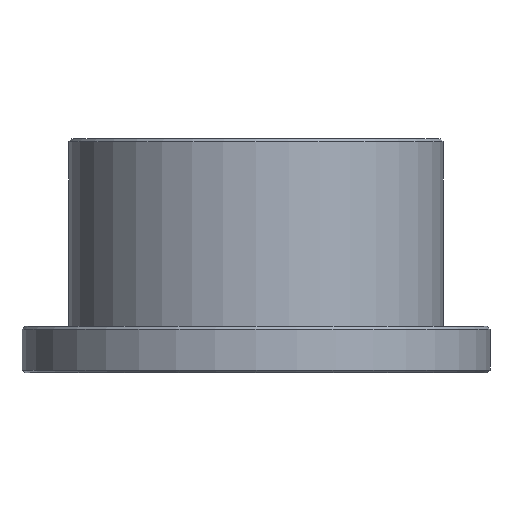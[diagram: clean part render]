
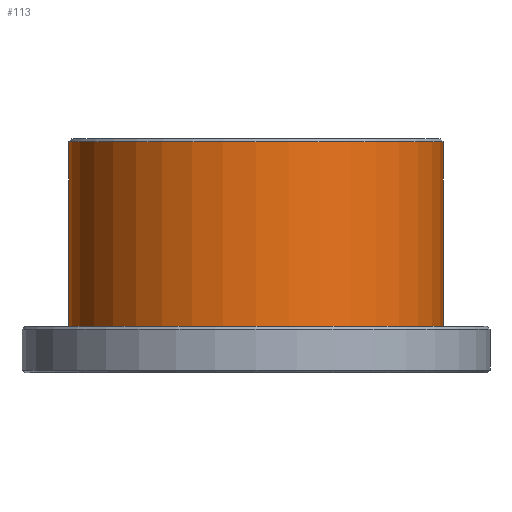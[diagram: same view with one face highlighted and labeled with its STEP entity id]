
A CAD part, front view. The second image highlights one B-rep face of the part: STEP entity #113.
In plain terms, the highlighted cylindrical face has radius 6.35 mm (diameter 12.7 mm), a partial arc.
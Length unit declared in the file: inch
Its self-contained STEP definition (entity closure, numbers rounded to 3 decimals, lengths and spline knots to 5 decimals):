
#3 = AXIS2_PLACEMENT_3D ( 'NONE', #511, #466, #38 ) ;
#11 = EDGE_CURVE ( 'NONE', #444, #157, #317, .T. ) ;
#18 = DIRECTION ( 'NONE',  ( 1., 0., 0. ) ) ;
#23 = CARTESIAN_POINT ( 'NONE',  ( -0.25, 0., 0.25 ) ) ;
#38 = DIRECTION ( 'NONE',  ( 1., 0., 0. ) ) ;
#54 = VERTEX_POINT ( 'NONE', #337 ) ;
#63 = EDGE_CURVE ( 'NONE', #444, #54, #212, .T. ) ;
#64 = CARTESIAN_POINT ( 'NONE',  ( 0., 0., 0.25 ) ) ;
#74 = FACE_OUTER_BOUND ( 'NONE', #122, .T. ) ;
#95 = EDGE_CURVE ( 'NONE', #170, #54, #497, .T. ) ;
#102 = DIRECTION ( 'NONE',  ( -1., 0., 0. ) ) ;
#113 = ADVANCED_FACE ( 'NONE', ( #74 ), #338, .T. ) ;
#122 = EDGE_LOOP ( 'NONE', ( #365, #220, #459, #469 ) ) ;
#132 = LINE ( 'NONE', #23, #380 ) ;
#157 = VERTEX_POINT ( 'NONE', #187 ) ;
#165 = AXIS2_PLACEMENT_3D ( 'NONE', #272, #531, #18 ) ;
#170 = VERTEX_POINT ( 'NONE', #405 ) ;
#171 = CARTESIAN_POINT ( 'NONE',  ( 0.25, 0., 0.24606 ) ) ;
#187 = CARTESIAN_POINT ( 'NONE',  ( -0.25, 0., 0.24606 ) ) ;
#192 = DIRECTION ( 'NONE',  ( 0., 0., -1. ) ) ;
#197 = CARTESIAN_POINT ( 'NONE',  ( 0.25, 0., 0.25 ) ) ;
#212 = LINE ( 'NONE', #197, #326 ) ;
#220 = ORIENTED_EDGE ( 'NONE', *, *, #11, .T. ) ;
#241 = DIRECTION ( 'NONE',  ( 0., 0., -1. ) ) ;
#272 = CARTESIAN_POINT ( 'NONE',  ( 0., 0., 0. ) ) ;
#317 = CIRCLE ( 'NONE', #3, 0.25 ) ;
#326 = VECTOR ( 'NONE', #241, 39.37008 ) ;
#330 = DIRECTION ( 'NONE',  ( 0., 0., -1. ) ) ;
#337 = CARTESIAN_POINT ( 'NONE',  ( 0.25, 0., 0. ) ) ;
#338 = CYLINDRICAL_SURFACE ( 'NONE', #394, 0.25 ) ;
#365 = ORIENTED_EDGE ( 'NONE', *, *, #63, .F. ) ;
#380 = VECTOR ( 'NONE', #330, 39.37008 ) ;
#394 = AXIS2_PLACEMENT_3D ( 'NONE', #64, #192, #102 ) ;
#403 = EDGE_CURVE ( 'NONE', #157, #170, #132, .T. ) ;
#405 = CARTESIAN_POINT ( 'NONE',  ( -0.25, 0., 0. ) ) ;
#444 = VERTEX_POINT ( 'NONE', #171 ) ;
#459 = ORIENTED_EDGE ( 'NONE', *, *, #403, .T. ) ;
#466 = DIRECTION ( 'NONE',  ( 0., 0., -1. ) ) ;
#469 = ORIENTED_EDGE ( 'NONE', *, *, #95, .T. ) ;
#497 = CIRCLE ( 'NONE', #165, 0.25 ) ;
#511 = CARTESIAN_POINT ( 'NONE',  ( 0., 0., 0.24606 ) ) ;
#531 = DIRECTION ( 'NONE',  ( 0., 0., 1. ) ) ;
